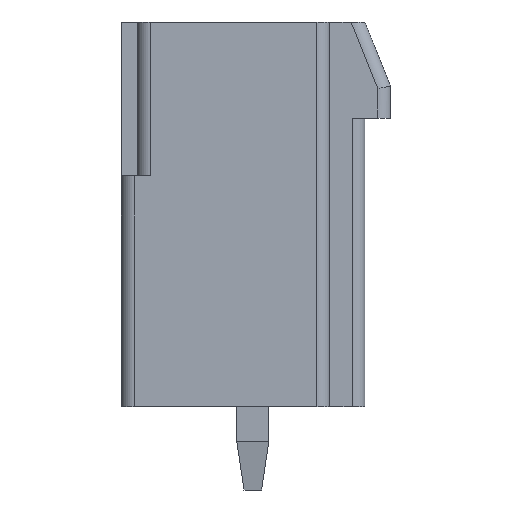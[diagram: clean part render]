
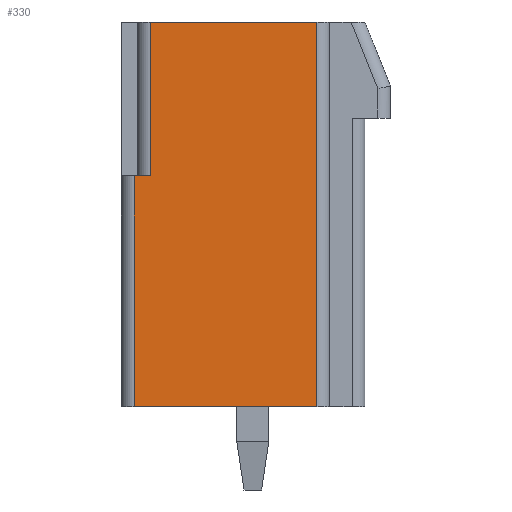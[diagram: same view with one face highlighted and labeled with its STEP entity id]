
A CAD part, left-side view. The second image highlights one B-rep face of the part: STEP entity #330.
In plain terms, the highlighted planar face has unit normal (-1, 0, 0).
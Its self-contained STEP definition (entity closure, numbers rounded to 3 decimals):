
#330 = ADVANCED_FACE( '', ( #763 ), #764, .T. );
#763 = FACE_OUTER_BOUND( '', #1357, .T. );
#764 = PLANE( '', #1358 );
#1357 = EDGE_LOOP( '', ( #2050, #2051, #2052, #2053, #2054, #2055 ) );
#1358 = AXIS2_PLACEMENT_3D( '', #2056, #2057, #2058 );
#2050 = ORIENTED_EDGE( '', *, *, #3670, .T. );
#2051 = ORIENTED_EDGE( '', *, *, #3671, .T. );
#2052 = ORIENTED_EDGE( '', *, *, #3672, .F. );
#2053 = ORIENTED_EDGE( '', *, *, #3673, .T. );
#2054 = ORIENTED_EDGE( '', *, *, #3674, .T. );
#2055 = ORIENTED_EDGE( '', *, *, #3675, .T. );
#2056 = CARTESIAN_POINT( '', ( -3.68, 0., 0. ) );
#2057 = DIRECTION( '', ( -1., 0., 0. ) );
#2058 = DIRECTION( '', ( 0., 0., 1. ) );
#3670 = EDGE_CURVE( '', #4411, #4412, #4413, .T. );
#3671 = EDGE_CURVE( '', #4412, #4414, #4415, .T. );
#3672 = EDGE_CURVE( '', #4416, #4414, #4417, .T. );
#3673 = EDGE_CURVE( '', #4416, #4418, #4419, .T. );
#3674 = EDGE_CURVE( '', #4418, #4420, #4421, .T. );
#3675 = EDGE_CURVE( '', #4420, #4411, #4422, .T. );
#4411 = VERTEX_POINT( '', #5468 );
#4412 = VERTEX_POINT( '', #5469 );
#4413 = LINE( '', #5470, #5471 );
#4414 = VERTEX_POINT( '', #5472 );
#4415 = LINE( '', #5473, #5474 );
#4416 = VERTEX_POINT( '', #5475 );
#4417 = LINE( '', #5476, #5477 );
#4418 = VERTEX_POINT( '', #5478 );
#4419 = LINE( '', #5479, #5480 );
#4420 = VERTEX_POINT( '', #5481 );
#4421 = LINE( '', #5482, #5483 );
#4422 = LINE( '', #5484, #5485 );
#5468 = CARTESIAN_POINT( '', ( -3.68, 2.3, 12. ) );
#5469 = CARTESIAN_POINT( '', ( -3.68, 7.5, 12. ) );
#5470 = CARTESIAN_POINT( '', ( -3.68, 1.9, 12. ) );
#5471 = VECTOR( '', #6664, 1000. );
#5472 = CARTESIAN_POINT( '', ( -3.68, 7.5, 7.2 ) );
#5473 = CARTESIAN_POINT( '', ( -3.68, 7.5, 0. ) );
#5474 = VECTOR( '', #6665, 1000. );
#5475 = CARTESIAN_POINT( '', ( -3.68, 8., 7.2 ) );
#5476 = CARTESIAN_POINT( '', ( -3.68, 8.4, 7.2 ) );
#5477 = VECTOR( '', #6666, 1000. );
#5478 = CARTESIAN_POINT( '', ( -3.68, 8., 0. ) );
#5479 = CARTESIAN_POINT( '', ( -3.68, 8., 0. ) );
#5480 = VECTOR( '', #6667, 1000. );
#5481 = CARTESIAN_POINT( '', ( -3.68, 2.3, 0. ) );
#5482 = CARTESIAN_POINT( '', ( -3.68, 7.9, 0. ) );
#5483 = VECTOR( '', #6668, 1000. );
#5484 = CARTESIAN_POINT( '', ( -3.68, 2.3, 12. ) );
#5485 = VECTOR( '', #6669, 1000. );
#6664 = DIRECTION( '', ( 0., 1., 0. ) );
#6665 = DIRECTION( '', ( 0., 0., -1. ) );
#6666 = DIRECTION( '', ( 0., -1., 0. ) );
#6667 = DIRECTION( '', ( 0., 0., -1. ) );
#6668 = DIRECTION( '', ( 0., -1., 0. ) );
#6669 = DIRECTION( '', ( 0., 0., 1. ) );
